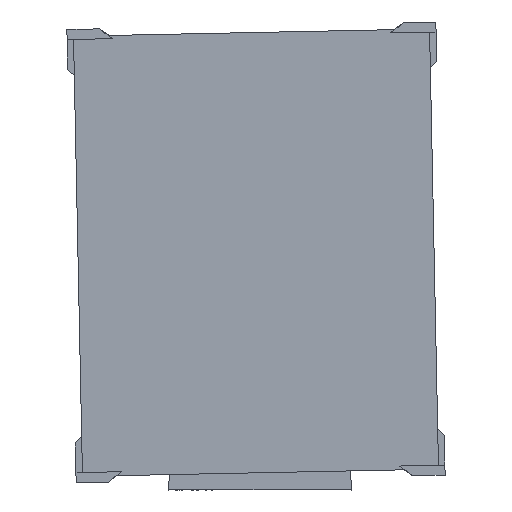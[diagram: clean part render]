
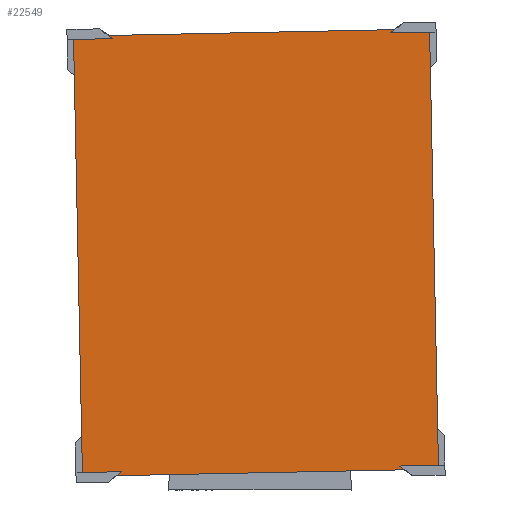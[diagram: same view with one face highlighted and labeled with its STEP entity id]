
A CAD part, front view. The second image highlights one B-rep face of the part: STEP entity #22549.
In plain terms, the highlighted face is planar.
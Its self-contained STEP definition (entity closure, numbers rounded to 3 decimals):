
#2158=FACE_OUTER_BOUND('',#3526,.T.);
#3526=EDGE_LOOP('',(#20754,#20755,#20756,#20757));
#6692=LINE('',#42934,#8675);
#6695=LINE('',#42940,#8678);
#6698=LINE('',#42946,#8681);
#6701=LINE('',#42950,#8684);
#8675=VECTOR('',#26845,10.);
#8678=VECTOR('',#26850,10.);
#8681=VECTOR('',#26855,10.);
#8684=VECTOR('',#26860,10.);
#10885=VERTEX_POINT('',#42931);
#10886=VERTEX_POINT('',#42933);
#10888=VERTEX_POINT('',#42939);
#10890=VERTEX_POINT('',#42945);
#14174=EDGE_CURVE('',#10886,#10885,#6692,.T.);
#14177=EDGE_CURVE('',#10888,#10886,#6695,.T.);
#14180=EDGE_CURVE('',#10890,#10888,#6698,.T.);
#14183=EDGE_CURVE('',#10885,#10890,#6701,.T.);
#20754=ORIENTED_EDGE('',*,*,#14183,.T.);
#20755=ORIENTED_EDGE('',*,*,#14180,.T.);
#20756=ORIENTED_EDGE('',*,*,#14177,.T.);
#20757=ORIENTED_EDGE('',*,*,#14174,.T.);
#21348=PLANE('',#23379);
#22549=ADVANCED_FACE('',(#2158),#21348,.T.);
#23379=AXIS2_PLACEMENT_3D('',#42951,#26861,#26862);
#26845=DIRECTION('',(0.,1.,0.));
#26850=DIRECTION('',(1.,0.,0.));
#26855=DIRECTION('',(0.,-1.,0.));
#26860=DIRECTION('',(-1.,0.,0.));
#26861=DIRECTION('center_axis',(0.,0.,1.));
#26862=DIRECTION('ref_axis',(1.,0.,0.));
#42931=CARTESIAN_POINT('',(55.,68.,2.));
#42933=CARTESIAN_POINT('',(55.,-68.,2.));
#42934=CARTESIAN_POINT('',(55.,-68.,2.));
#42939=CARTESIAN_POINT('',(-55.,-68.,2.));
#42940=CARTESIAN_POINT('',(-55.,-68.,2.));
#42945=CARTESIAN_POINT('',(-55.,68.,2.));
#42946=CARTESIAN_POINT('',(-55.,68.,2.));
#42950=CARTESIAN_POINT('',(55.,68.,2.));
#42951=CARTESIAN_POINT('Origin',(0.,0.,
2.));
